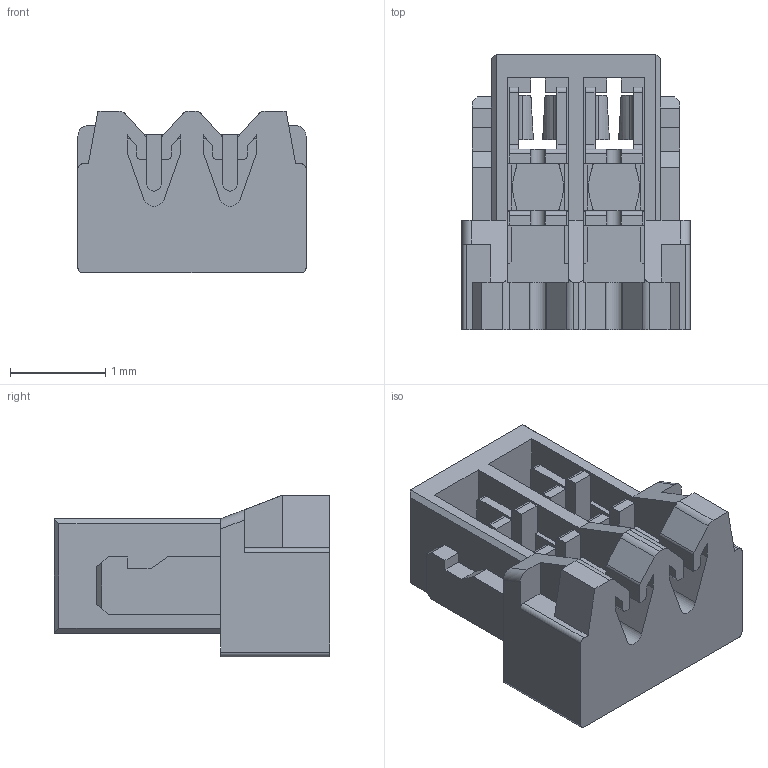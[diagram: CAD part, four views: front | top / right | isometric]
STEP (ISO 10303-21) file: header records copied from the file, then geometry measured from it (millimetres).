
FILE_DESCRIPTION(/* description */ ('Unknown'),/* implementation_level */ '2;1');
FILE_NAME(/* name */ '689002114322',/* time_stamp */ '2023-07-07T13:52:58+02:00',/* author */ ('Unknown'),/* organization */ ('Unknown'),/* preprocessor_version */ 'ST-DEVELOPER v18.102',/* originating_system */ 'Solid Edge',/* authorisation */ 'Unknown');
FILE_SCHEMA (('AUTOMOTIVE_DESIGN {1 0 10303 214 3 1 1}'));
Length unit declared in the file: millimetre
Products named in the file (3): 6890xx114322; 6890xx114322_Housing; 6890xx114322_Pin
Assembly tree (3 placements, depth 2):
  6890xx114322
    6890xx114322_Housing
    6890xx114322_Pin  x2
Bounding box: 2.4 x 2.9 x 1.7 mm (x, y, z)
Volume: 5.7 mm3; surface area: 52.4 mm2
Topology: 3 solids, 3 shells, 346 faces, 1012 edges, 668 vertices
Faces by surface type: plane 236, cylinder 94, torus 8, bspline 8
Entity records: 8831 total; most frequent: CARTESIAN_POINT 1682, ORIENTED_EDGE 1550, DIRECTION 1399, EDGE_CURVE 775, LINE 621, VECTOR 621, VERTEX_POINT 512, AXIS2_PLACEMENT_3D 389
